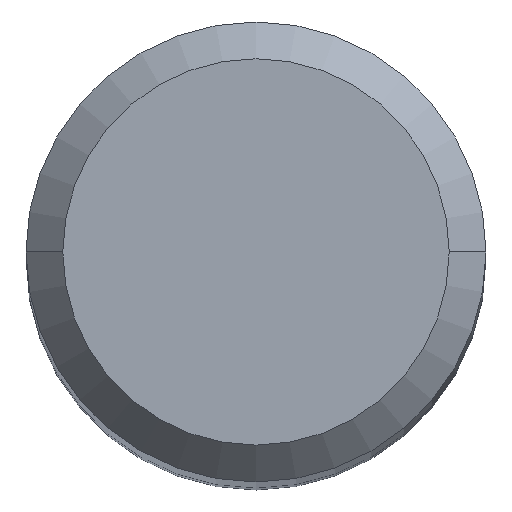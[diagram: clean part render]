
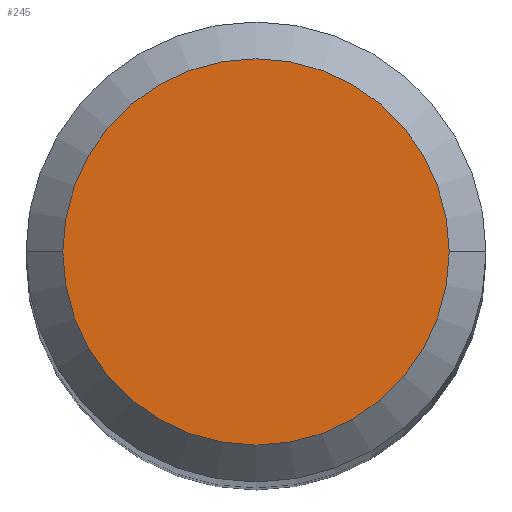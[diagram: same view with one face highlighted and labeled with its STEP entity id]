
A CAD part, top view. The second image highlights one B-rep face of the part: STEP entity #245.
In plain terms, the highlighted planar face has unit normal (0, 0, 1).
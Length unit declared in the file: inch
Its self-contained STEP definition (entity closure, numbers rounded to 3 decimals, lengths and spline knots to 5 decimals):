
#8 = DIRECTION ( 'NONE',  ( 0., 0., 1. ) ) ;
#10 = DIRECTION ( 'NONE',  ( 1., 0., 0. ) ) ;
#20 = VERTEX_POINT ( 'NONE', #28 ) ;
#22 = CARTESIAN_POINT ( 'NONE',  ( 0.07875, 0., 2. ) ) ;
#28 = CARTESIAN_POINT ( 'NONE',  ( -0.07875, 0., 2. ) ) ;
#38 = DIRECTION ( 'NONE',  ( 0., 0., 1. ) ) ;
#52 = CIRCLE ( 'NONE', #276, 0.07875 ) ;
#55 = ORIENTED_EDGE ( 'NONE', *, *, #92, .T. ) ;
#71 = VERTEX_POINT ( 'NONE', #22 ) ;
#92 = EDGE_CURVE ( 'NONE', #20, #71, #247, .T. ) ;
#93 = ORIENTED_EDGE ( 'NONE', *, *, #114, .T. ) ;
#101 = FACE_OUTER_BOUND ( 'NONE', #222, .T. ) ;
#108 = DIRECTION ( 'NONE',  ( 0., 0., 1. ) ) ;
#110 = DIRECTION ( 'NONE',  ( 1., 0., 0. ) ) ;
#114 = EDGE_CURVE ( 'NONE', #71, #20, #52, .T. ) ;
#154 = AXIS2_PLACEMENT_3D ( 'NONE', #200, #8, #10 ) ;
#183 = DIRECTION ( 'NONE',  ( 1., 0., 0. ) ) ;
#200 = CARTESIAN_POINT ( 'NONE',  ( 0., 0., 2. ) ) ;
#203 = AXIS2_PLACEMENT_3D ( 'NONE', #209, #38, #183 ) ;
#209 = CARTESIAN_POINT ( 'NONE',  ( 0., 0., 2. ) ) ;
#222 = EDGE_LOOP ( 'NONE', ( #55, #93 ) ) ;
#245 = ADVANCED_FACE ( 'NONE', ( #101 ), #261, .T. ) ;
#247 = CIRCLE ( 'NONE', #203, 0.07875 ) ;
#261 = PLANE ( 'NONE',  #154 ) ;
#276 = AXIS2_PLACEMENT_3D ( 'NONE', #313, #108, #110 ) ;
#313 = CARTESIAN_POINT ( 'NONE',  ( 0., 0., 2. ) ) ;
